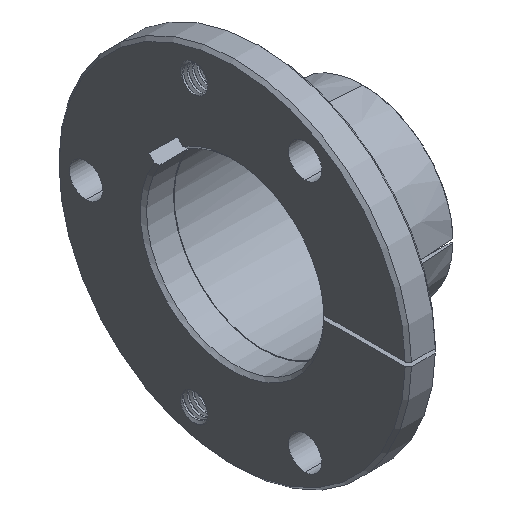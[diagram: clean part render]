
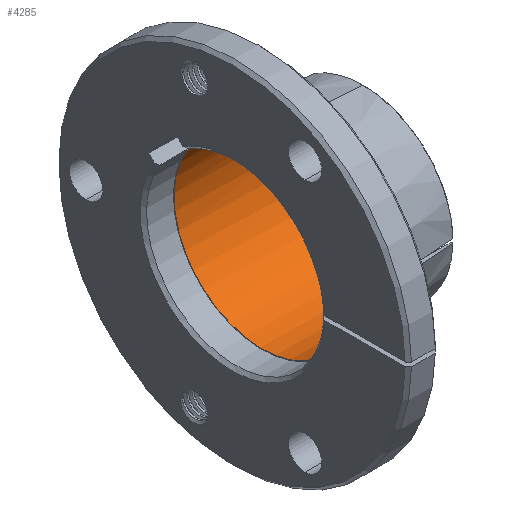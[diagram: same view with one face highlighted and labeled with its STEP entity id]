
A CAD part, isometric view. The second image highlights one B-rep face of the part: STEP entity #4285.
In plain terms, the highlighted cylindrical face has radius 27.78 mm (diameter 55.56 mm), a partial arc.
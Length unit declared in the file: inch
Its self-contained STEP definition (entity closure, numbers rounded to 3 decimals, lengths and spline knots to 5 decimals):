
#515 = EDGE_CURVE ( 'NONE', #959, #3224, #4065, .T. ) ;
#519 = EDGE_CURVE ( 'NONE', #1929, #3431, #993, .T. ) ;
#790 = DIRECTION ( 'NONE',  ( -1., 0., 0. ) ) ;
#844 = DIRECTION ( 'NONE',  ( -1., 0., 0. ) ) ;
#959 = VERTEX_POINT ( 'NONE', #1454 ) ;
#993 = LINE ( 'NONE', #1905, #2437 ) ;
#1005 = ORIENTED_EDGE ( 'NONE', *, *, #2823, .F. ) ;
#1096 = CARTESIAN_POINT ( 'NONE',  ( 1.62412, 0.92966, 0.57611 ) ) ;
#1156 = ORIENTED_EDGE ( 'NONE', *, *, #2902, .F. ) ;
#1251 = AXIS2_PLACEMENT_3D ( 'NONE', #3633, #844, #1639 ) ;
#1319 = ORIENTED_EDGE ( 'NONE', *, *, #515, .F. ) ;
#1352 = CARTESIAN_POINT ( 'NONE',  ( 1.62412, 1.0937, 0. ) ) ;
#1446 = VECTOR ( 'NONE', #4838, 39.37008 ) ;
#1454 = CARTESIAN_POINT ( 'NONE',  ( 1.62412, -1.0934, -0.02559 ) ) ;
#1592 = CYLINDRICAL_SURFACE ( 'NONE', #1251, 1.0937 ) ;
#1639 = DIRECTION ( 'NONE',  ( 0., -1., 0. ) ) ;
#1649 = FACE_OUTER_BOUND ( 'NONE', #4386, .T. ) ;
#1871 = CARTESIAN_POINT ( 'NONE',  ( 1.62412, 0., 0. ) ) ;
#1905 = CARTESIAN_POINT ( 'NONE',  ( 1.6339, 0.92966, 0.57611 ) ) ;
#1929 = VERTEX_POINT ( 'NONE', #2819 ) ;
#1999 = CARTESIAN_POINT ( 'NONE',  ( 0.37402, 0., 0. ) ) ;
#2104 = VERTEX_POINT ( 'NONE', #1352 ) ;
#2184 = ORIENTED_EDGE ( 'NONE', *, *, #2918, .F. ) ;
#2302 = DIRECTION ( 'NONE',  ( 0., -1., 0. ) ) ;
#2437 = VECTOR ( 'NONE', #4803, 39.37008 ) ;
#2442 = DIRECTION ( 'NONE',  ( 0., -1., 0. ) ) ;
#2497 = AXIS2_PLACEMENT_3D ( 'NONE', #1999, #4624, #2442 ) ;
#2560 = AXIS2_PLACEMENT_3D ( 'NONE', #1871, #4520, #2302 ) ;
#2591 = AXIS2_PLACEMENT_3D ( 'NONE', #3218, #790, #3580 ) ;
#2819 = CARTESIAN_POINT ( 'NONE',  ( 0.37402, 0.92966, 0.57611 ) ) ;
#2823 = EDGE_CURVE ( 'NONE', #3431, #2104, #3414, .T. ) ;
#2902 = EDGE_CURVE ( 'NONE', #2104, #959, #3094, .T. ) ;
#2918 = EDGE_CURVE ( 'NONE', #3224, #1929, #3087, .T. ) ;
#3087 = CIRCLE ( 'NONE', #2497, 1.0937 ) ;
#3094 = CIRCLE ( 'NONE', #2591, 1.0937 ) ;
#3218 = CARTESIAN_POINT ( 'NONE',  ( 1.62412, 0., 0. ) ) ;
#3224 = VERTEX_POINT ( 'NONE', #3618 ) ;
#3414 = CIRCLE ( 'NONE', #2560, 1.0937 ) ;
#3431 = VERTEX_POINT ( 'NONE', #1096 ) ;
#3580 = DIRECTION ( 'NONE',  ( 0., -1., 0. ) ) ;
#3618 = CARTESIAN_POINT ( 'NONE',  ( 0.37402, -1.0934, -0.02559 ) ) ;
#3633 = CARTESIAN_POINT ( 'NONE',  ( -0.16699, 0., 0. ) ) ;
#4065 = LINE ( 'NONE', #4849, #1446 ) ;
#4189 = ORIENTED_EDGE ( 'NONE', *, *, #519, .F. ) ;
#4285 = ADVANCED_FACE ( 'NONE', ( #1649 ), #1592, .F. ) ;
#4386 = EDGE_LOOP ( 'NONE', ( #2184, #1319, #1156, #1005, #4189 ) ) ;
#4520 = DIRECTION ( 'NONE',  ( -1., 0., 0. ) ) ;
#4624 = DIRECTION ( 'NONE',  ( 1., 0., 0. ) ) ;
#4803 = DIRECTION ( 'NONE',  ( 1., 0., 0. ) ) ;
#4838 = DIRECTION ( 'NONE',  ( -1., 0., 0. ) ) ;
#4849 = CARTESIAN_POINT ( 'NONE',  ( 1.6339, -1.0934, -0.02559 ) ) ;
